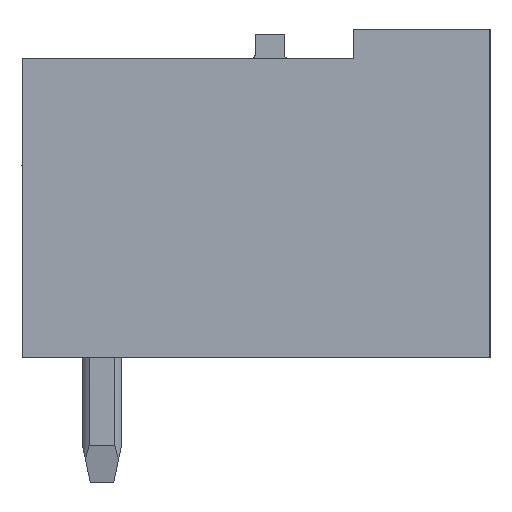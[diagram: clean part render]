
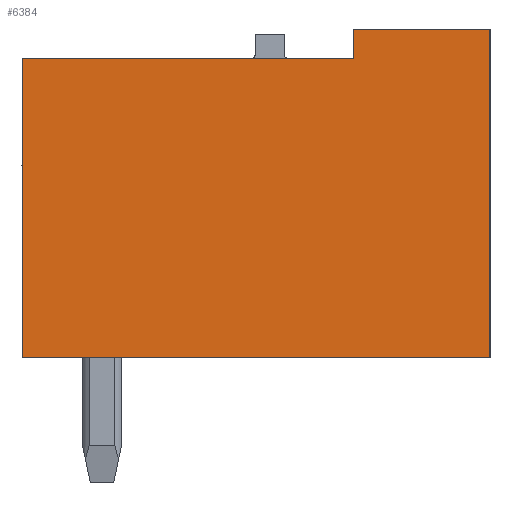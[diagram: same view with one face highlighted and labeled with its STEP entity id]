
A CAD part, left-side view. The second image highlights one B-rep face of the part: STEP entity #6384.
In plain terms, the highlighted planar face has unit normal (-1, 0, 0).
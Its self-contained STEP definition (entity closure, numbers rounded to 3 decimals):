
#6374=AXIS2_PLACEMENT_3D('Plane Axis2P3D',#6371,#6372,#6373) ;
#269=CARTESIAN_POINT('Vertex',(0.,3.5,11.63)) ;
#272=CARTESIAN_POINT('Line Origine',(0.,1.75,11.63)) ;
#276=CARTESIAN_POINT('Vertex',(0.,0.,11.63)) ;
#703=CARTESIAN_POINT('Vertex',(0.,12.,10.88)) ;
#706=CARTESIAN_POINT('Line Origine',(0.,7.75,10.88)) ;
#710=CARTESIAN_POINT('Vertex',(0.,3.5,10.88)) ;
#1014=CARTESIAN_POINT('Vertex',(0.,12.,3.2)) ;
#1017=CARTESIAN_POINT('Line Origine',(0.,12.,7.04)) ;
#1081=CARTESIAN_POINT('Vertex',(0.,0.,3.2)) ;
#1084=CARTESIAN_POINT('Line Origine',(0.,6.,3.2)) ;
#3147=CARTESIAN_POINT('Line Origine',(0.,0.,7.415)) ;
#5713=CARTESIAN_POINT('Line Origine',(0.,3.5,11.255)) ;
#6371=CARTESIAN_POINT('Axis2P3D Location',(0.,0.,0.)) ;
#273=DIRECTION('Vector Direction',(0.,-1.,0.)) ;
#707=DIRECTION('Vector Direction',(0.,1.,0.)) ;
#1018=DIRECTION('Vector Direction',(0.,0.,1.)) ;
#1085=DIRECTION('Vector Direction',(0.,1.,0.)) ;
#3148=DIRECTION('Vector Direction',(0.,0.,-1.)) ;
#5714=DIRECTION('Vector Direction',(0.,0.,1.)) ;
#6372=DIRECTION('Axis2P3D Direction',(-1.,0.,0.)) ;
#6373=DIRECTION('Axis2P3D XDirection',(0.,-1.,0.)) ;
#274=VECTOR('Line Direction',#273,1.) ;
#708=VECTOR('Line Direction',#707,1.) ;
#1019=VECTOR('Line Direction',#1018,1.) ;
#1086=VECTOR('Line Direction',#1085,1.) ;
#3149=VECTOR('Line Direction',#3148,1.) ;
#5715=VECTOR('Line Direction',#5714,1.) ;
#6377=ORIENTED_EDGE('',*,*,#3151,.T.) ;
#6378=ORIENTED_EDGE('',*,*,#278,.T.) ;
#6379=ORIENTED_EDGE('',*,*,#5717,.T.) ;
#6380=ORIENTED_EDGE('',*,*,#712,.T.) ;
#6381=ORIENTED_EDGE('',*,*,#1021,.T.) ;
#6382=ORIENTED_EDGE('',*,*,#1088,.T.) ;
#6384=ADVANCED_FACE('Housing',(#6383),#6375,.T.) ;
#278=EDGE_CURVE('',#277,#270,#275,.F.) ;
#712=EDGE_CURVE('',#711,#704,#709,.T.) ;
#1021=EDGE_CURVE('',#704,#1015,#1020,.F.) ;
#1088=EDGE_CURVE('',#1015,#1082,#1087,.F.) ;
#3151=EDGE_CURVE('',#1082,#277,#3150,.F.) ;
#5717=EDGE_CURVE('',#270,#711,#5716,.F.) ;
#6376=EDGE_LOOP('',(#6377,#6378,#6379,#6380,#6381,#6382)) ;
#6383=FACE_OUTER_BOUND('',#6376,.T.) ;
#275=LINE('Line',#272,#274) ;
#709=LINE('Line',#706,#708) ;
#1020=LINE('Line',#1017,#1019) ;
#1087=LINE('Line',#1084,#1086) ;
#3150=LINE('Line',#3147,#3149) ;
#5716=LINE('Line',#5713,#5715) ;
#6375=PLANE('',#6374) ;
#270=VERTEX_POINT('',#269) ;
#277=VERTEX_POINT('',#276) ;
#704=VERTEX_POINT('',#703) ;
#711=VERTEX_POINT('',#710) ;
#1015=VERTEX_POINT('',#1014) ;
#1082=VERTEX_POINT('',#1081) ;
